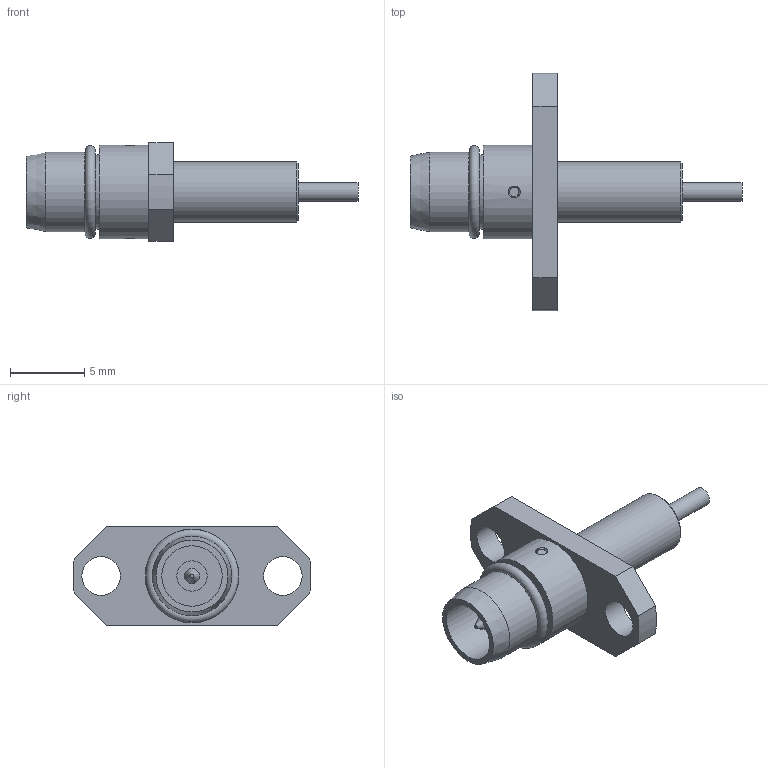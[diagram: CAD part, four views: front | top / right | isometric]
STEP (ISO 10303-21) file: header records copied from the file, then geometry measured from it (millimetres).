
FILE_DESCRIPTION (( 'STEP AP203' ), '1' );
FILE_NAME ('PE45341_3D.step', '2021-07-19T17:01:28', ( '' ), ( '' ), 'SwSTEP 2.0', 'SolidWorks 2021', '' );
FILE_SCHEMA (( 'CONFIG_CONTROL_DESIGN' ));
Length unit declared in the file: inch
Products named in the file (1): PE45341_3D
Bounding box: 22.3 x 15.98 x 6.6 mm (x, y, z)
Volume: 403.6 mm3; surface area: 663.3 mm2
Topology: 2 solids, 2 shells, 37 faces, 75 edges, 50 vertices
Faces by surface type: plane 18, cylinder 12, cone 6, torus 1
Full cylindrical faces by diameter (mm): 1.016 x1, 1.275 x1, 2.032 x1, 2.6 x2, 4.06 x1, 4.064 x1, 4.866 x1, 5.334 x1, 6.279 x1
Entity records: 955 total; most frequent: CARTESIAN_POINT 168, DIRECTION 156, ORIENTED_EDGE 104, AXIS2_PLACEMENT_3D 68, EDGE_LOOP 66, EDGE_CURVE 52, FACE_OUTER_BOUND 46, VERTEX_POINT 44
